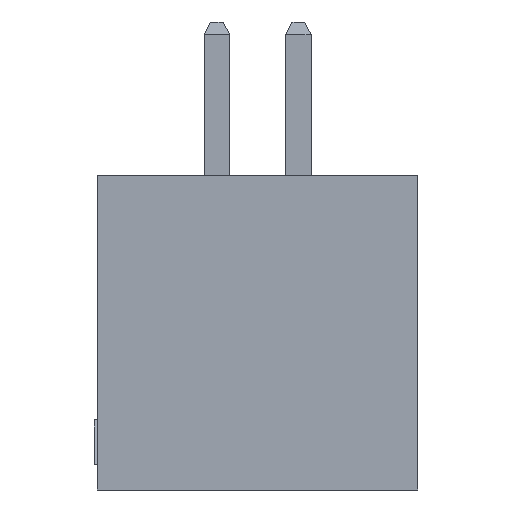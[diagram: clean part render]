
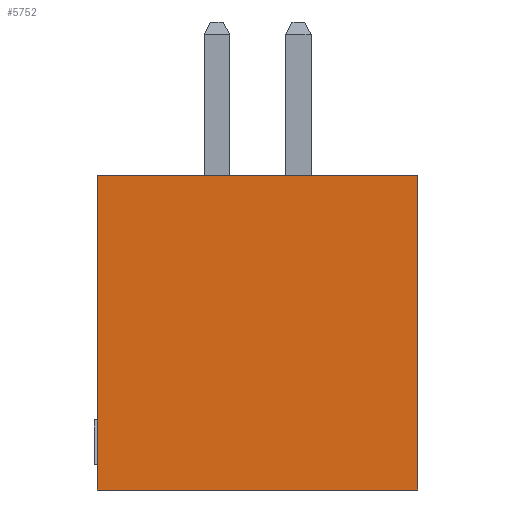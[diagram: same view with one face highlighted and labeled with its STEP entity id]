
A CAD part, front view. The second image highlights one B-rep face of the part: STEP entity #5752.
In plain terms, the highlighted planar face has unit normal (0, -1, 0).
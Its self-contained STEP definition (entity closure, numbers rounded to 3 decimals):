
#1=DIRECTION('',(1.,0.,0.));
#2=VECTOR('',#1,5.);
#3=CARTESIAN_POINT('',(-2.5,-15.875,-2.45));
#4=LINE('',#3,#2);
#189=DIRECTION('',(0.,0.,1.));
#190=VECTOR('',#189,4.9);
#191=CARTESIAN_POINT('',(2.5,-15.875,-2.45));
#192=LINE('',#191,#190);
#257=DIRECTION('',(-1.,0.,0.));
#258=VECTOR('',#257,5.);
#259=CARTESIAN_POINT('',(2.5,-15.875,2.45));
#260=LINE('',#259,#258);
#429=DIRECTION('',(0.,0.,-1.));
#430=VECTOR('',#429,4.9);
#431=CARTESIAN_POINT('',(-2.5,-15.875,2.45));
#432=LINE('',#431,#430);
#4385=CARTESIAN_POINT('',(-2.5,-15.875,2.45));
#4386=CARTESIAN_POINT('',(-2.5,-15.875,-2.45));
#4387=VERTEX_POINT('',#4385);
#4388=VERTEX_POINT('',#4386);
#4389=CARTESIAN_POINT('',(2.5,-15.875,2.45));
#4390=VERTEX_POINT('',#4389);
#4391=CARTESIAN_POINT('',(2.5,-15.875,-2.45));
#4392=VERTEX_POINT('',#4391);
#5737=CARTESIAN_POINT('',(0.,-15.875,0.));
#5738=DIRECTION('',(0.,1.,0.));
#5739=DIRECTION('',(1.,0.,0.));
#5740=AXIS2_PLACEMENT_3D('',#5737,#5738,#5739);
#5741=PLANE('',#5740);
#5743=ORIENTED_EDGE('',*,*,#5742,.F.);
#5745=ORIENTED_EDGE('',*,*,#5744,.F.);
#5747=ORIENTED_EDGE('',*,*,#5746,.F.);
#5749=ORIENTED_EDGE('',*,*,#5748,.F.);
#5750=EDGE_LOOP('',(#5743,#5745,#5747,#5749));
#5751=FACE_OUTER_BOUND('',#5750,.F.);
#5752=ADVANCED_FACE('',(#5751),#5741,.F.);
#5742=EDGE_CURVE('',#4388,#4392,#4,.T.);
#5744=EDGE_CURVE('',#4387,#4388,#432,.T.);
#5746=EDGE_CURVE('',#4390,#4387,#260,.T.);
#5748=EDGE_CURVE('',#4392,#4390,#192,.T.);
